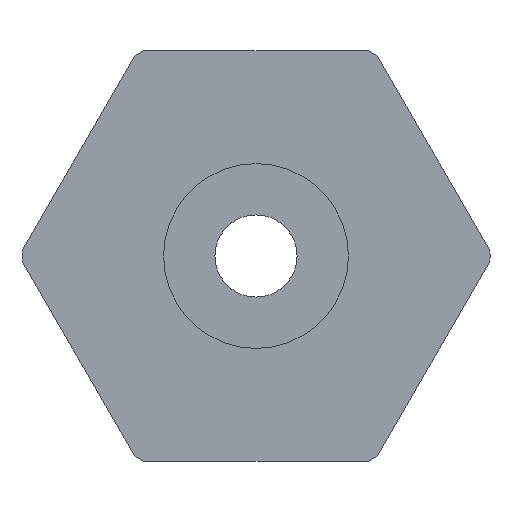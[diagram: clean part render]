
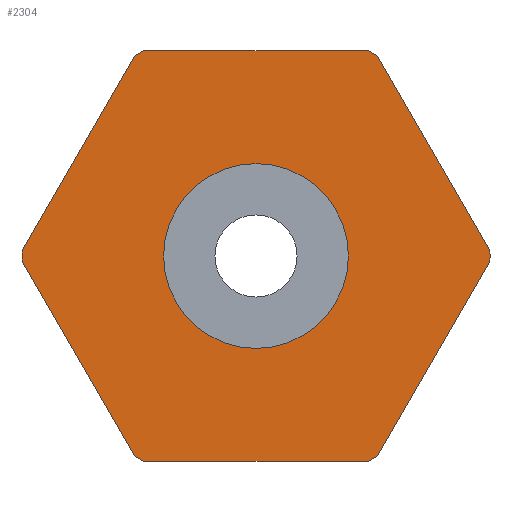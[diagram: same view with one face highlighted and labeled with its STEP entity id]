
A CAD part, left-side view. The second image highlights one B-rep face of the part: STEP entity #2304.
In plain terms, the highlighted planar face has unit normal (-1, 0, 0).
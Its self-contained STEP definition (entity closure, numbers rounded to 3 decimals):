
#3 = CARTESIAN_POINT ( 'NONE',  ( -24., 0., 0. ) ) ;
#4 = VERTEX_POINT ( 'NONE', #1263 ) ;
#15 = EDGE_LOOP ( 'NONE', ( #2786, #2024 ) ) ;
#84 = ORIENTED_EDGE ( 'NONE', *, *, #3160, .F. ) ;
#85 = VECTOR ( 'NONE', #1843, 1000. ) ;
#120 = DIRECTION ( 'NONE',  ( -1., 0., 0. ) ) ;
#122 = DIRECTION ( 'NONE',  ( 1., 0., 0. ) ) ;
#128 = LINE ( 'NONE', #2550, #3781 ) ;
#143 = FACE_BOUND ( 'NONE', #15, .T. ) ;
#154 = CIRCLE ( 'NONE', #654, 2.25 ) ;
#157 = CARTESIAN_POINT ( 'NONE',  ( -24., -2.737, 5. ) ) ;
#166 = VERTEX_POINT ( 'NONE', #2302 ) ;
#170 = DIRECTION ( 'NONE',  ( -1., 0., 0. ) ) ;
#206 = CARTESIAN_POINT ( 'NONE',  ( -24., 5.7, 5. ) ) ;
#258 = CIRCLE ( 'NONE', #1745, 5.7 ) ;
#267 = VERTEX_POINT ( 'NONE', #1971 ) ;
#292 = CIRCLE ( 'NONE', #1974, 5.7 ) ;
#320 = VERTEX_POINT ( 'NONE', #2829 ) ;
#348 = EDGE_CURVE ( 'NONE', #3351, #1536, #1468, .T. ) ;
#402 = CARTESIAN_POINT ( 'NONE',  ( -24., 5.7, 0. ) ) ;
#419 = VECTOR ( 'NONE', #2601, 1000. ) ;
#442 = EDGE_CURVE ( 'NONE', #166, #3542, #292, .T. ) ;
#482 = CARTESIAN_POINT ( 'NONE',  ( -24., 0., -2.25 ) ) ;
#506 = LINE ( 'NONE', #1668, #1336 ) ;
#585 = ORIENTED_EDGE ( 'NONE', *, *, #1794, .F. ) ;
#589 = CARTESIAN_POINT ( 'NONE',  ( -24., 0., 0. ) ) ;
#611 = ORIENTED_EDGE ( 'NONE', *, *, #442, .T. ) ;
#630 = ORIENTED_EDGE ( 'NONE', *, *, #1246, .T. ) ;
#654 = AXIS2_PLACEMENT_3D ( 'NONE', #2370, #2410, #2996 ) ;
#675 = CARTESIAN_POINT ( 'NONE',  ( -24., -5.699, 0.13 ) ) ;
#732 = CARTESIAN_POINT ( 'NONE',  ( -24., 0., 0. ) ) ;
#754 = EDGE_LOOP ( 'NONE', ( #1948, #2609, #1779, #3252, #585, #1785, #2413, #611, #84, #1770, #999, #630 ) ) ;
#779 = AXIS2_PLACEMENT_3D ( 'NONE', #402, #122, #2784 ) ;
#794 = VERTEX_POINT ( 'NONE', #1073 ) ;
#795 = EDGE_CURVE ( 'NONE', #3351, #2375, #1978, .T. ) ;
#885 = LINE ( 'NONE', #2077, #85 ) ;
#896 = VECTOR ( 'NONE', #1118, 1000. ) ;
#910 = CARTESIAN_POINT ( 'NONE',  ( -24., 2.737, 5. ) ) ;
#999 = ORIENTED_EDGE ( 'NONE', *, *, #2850, .F. ) ;
#1003 = VERTEX_POINT ( 'NONE', #910 ) ;
#1007 = DIRECTION ( 'NONE',  ( -1., 0., 0. ) ) ;
#1073 = CARTESIAN_POINT ( 'NONE',  ( -24., 2.962, 4.87 ) ) ;
#1097 = CIRCLE ( 'NONE', #2920, 2.25 ) ;
#1118 = DIRECTION ( 'NONE',  ( 0., -1., 0. ) ) ;
#1239 = VERTEX_POINT ( 'NONE', #1887 ) ;
#1246 = EDGE_CURVE ( 'NONE', #320, #2375, #2787, .T. ) ;
#1263 = CARTESIAN_POINT ( 'NONE',  ( -24., 0., 2.25 ) ) ;
#1294 = EDGE_CURVE ( 'NONE', #2447, #4, #1097, .T. ) ;
#1336 = VECTOR ( 'NONE', #3791, 1000. ) ;
#1358 = CARTESIAN_POINT ( 'NONE',  ( -24., 2.737, -5. ) ) ;
#1359 = DIRECTION ( 'NONE',  ( 0., 0., 1. ) ) ;
#1465 = DIRECTION ( 'NONE',  ( 0., 0., 1. ) ) ;
#1468 = CIRCLE ( 'NONE', #2848, 5.7 ) ;
#1536 = VERTEX_POINT ( 'NONE', #157 ) ;
#1668 = CARTESIAN_POINT ( 'NONE',  ( -24., -2.905, -4.968 ) ) ;
#1690 = CARTESIAN_POINT ( 'NONE',  ( -24., -2.737, -5. ) ) ;
#1745 = AXIS2_PLACEMENT_3D ( 'NONE', #3844, #2608, #3449 ) ;
#1770 = ORIENTED_EDGE ( 'NONE', *, *, #3235, .T. ) ;
#1779 = ORIENTED_EDGE ( 'NONE', *, *, #1945, .F. ) ;
#1785 = ORIENTED_EDGE ( 'NONE', *, *, #3685, .T. ) ;
#1794 = EDGE_CURVE ( 'NONE', #267, #794, #128, .T. ) ;
#1843 = DIRECTION ( 'NONE',  ( 0., 0.5, 0.866 ) ) ;
#1864 = DIRECTION ( 'NONE',  ( 0., 1., 0. ) ) ;
#1873 = AXIS2_PLACEMENT_3D ( 'NONE', #3, #3238, #2354 ) ;
#1887 = CARTESIAN_POINT ( 'NONE',  ( -24., 5.699, -0.13 ) ) ;
#1909 = CARTESIAN_POINT ( 'NONE',  ( -24., 0., 0. ) ) ;
#1914 = AXIS2_PLACEMENT_3D ( 'NONE', #1909, #1007, #3107 ) ;
#1945 = EDGE_CURVE ( 'NONE', #1003, #1536, #2888, .T. ) ;
#1948 = ORIENTED_EDGE ( 'NONE', *, *, #795, .F. ) ;
#1971 = CARTESIAN_POINT ( 'NONE',  ( -24., 5.699, 0.13 ) ) ;
#1974 = AXIS2_PLACEMENT_3D ( 'NONE', #589, #3007, #1465 ) ;
#1978 = LINE ( 'NONE', #3461, #419 ) ;
#1984 = CARTESIAN_POINT ( 'NONE',  ( -24., 0., 0. ) ) ;
#2024 = ORIENTED_EDGE ( 'NONE', *, *, #1294, .F. ) ;
#2077 = CARTESIAN_POINT ( 'NONE',  ( -24., 5.755, -0.032 ) ) ;
#2184 = CIRCLE ( 'NONE', #1873, 5.7 ) ;
#2211 = DIRECTION ( 'NONE',  ( 0., 0., 1. ) ) ;
#2214 = CARTESIAN_POINT ( 'NONE',  ( -24., -2.962, -4.87 ) ) ;
#2302 = CARTESIAN_POINT ( 'NONE',  ( -24., 2.962, -4.87 ) ) ;
#2304 = ADVANCED_FACE ( 'NONE', ( #143, #2804 ), #3076, .F. ) ;
#2354 = DIRECTION ( 'NONE',  ( 0., 0., 1. ) ) ;
#2355 = VERTEX_POINT ( 'NONE', #2214 ) ;
#2370 = CARTESIAN_POINT ( 'NONE',  ( -24., 0., 0. ) ) ;
#2375 = VERTEX_POINT ( 'NONE', #675 ) ;
#2410 = DIRECTION ( 'NONE',  ( -1., 0., 0. ) ) ;
#2413 = ORIENTED_EDGE ( 'NONE', *, *, #2882, .F. ) ;
#2447 = VERTEX_POINT ( 'NONE', #482 ) ;
#2550 = CARTESIAN_POINT ( 'NONE',  ( -24., 5.755, 0.032 ) ) ;
#2601 = DIRECTION ( 'NONE',  ( 0., -0.5, -0.866 ) ) ;
#2608 = DIRECTION ( 'NONE',  ( -1., 0., 0. ) ) ;
#2609 = ORIENTED_EDGE ( 'NONE', *, *, #348, .T. ) ;
#2646 = CARTESIAN_POINT ( 'NONE',  ( -24., -2.962, 4.87 ) ) ;
#2784 = DIRECTION ( 'NONE',  ( 0., 0., -1. ) ) ;
#2786 = ORIENTED_EDGE ( 'NONE', *, *, #3013, .F. ) ;
#2787 = CIRCLE ( 'NONE', #1914, 5.7 ) ;
#2804 = FACE_OUTER_BOUND ( 'NONE', #754, .T. ) ;
#2829 = CARTESIAN_POINT ( 'NONE',  ( -24., -5.699, -0.13 ) ) ;
#2847 = CARTESIAN_POINT ( 'NONE',  ( -24., 0., 0. ) ) ;
#2848 = AXIS2_PLACEMENT_3D ( 'NONE', #2847, #170, #1359 ) ;
#2850 = EDGE_CURVE ( 'NONE', #320, #2355, #506, .T. ) ;
#2876 = VECTOR ( 'NONE', #1864, 1000. ) ;
#2882 = EDGE_CURVE ( 'NONE', #166, #1239, #885, .T. ) ;
#2888 = LINE ( 'NONE', #206, #896 ) ;
#2920 = AXIS2_PLACEMENT_3D ( 'NONE', #732, #120, #2211 ) ;
#2924 = DIRECTION ( 'NONE',  ( -1., 0., 0. ) ) ;
#2996 = DIRECTION ( 'NONE',  ( 0., 0., 1. ) ) ;
#3007 = DIRECTION ( 'NONE',  ( -1., 0., 0. ) ) ;
#3013 = EDGE_CURVE ( 'NONE', #4, #2447, #154, .T. ) ;
#3076 = PLANE ( 'NONE',  #779 ) ;
#3107 = DIRECTION ( 'NONE',  ( 0., 0., 1. ) ) ;
#3160 = EDGE_CURVE ( 'NONE', #3585, #3542, #3746, .T. ) ;
#3235 = EDGE_CURVE ( 'NONE', #3585, #2355, #3623, .T. ) ;
#3238 = DIRECTION ( 'NONE',  ( -1., 0., 0. ) ) ;
#3252 = ORIENTED_EDGE ( 'NONE', *, *, #3357, .T. ) ;
#3351 = VERTEX_POINT ( 'NONE', #2646 ) ;
#3354 = CARTESIAN_POINT ( 'NONE',  ( -24., 5.7, -5. ) ) ;
#3357 = EDGE_CURVE ( 'NONE', #1003, #794, #258, .T. ) ;
#3449 = DIRECTION ( 'NONE',  ( 0., 0., 1. ) ) ;
#3461 = CARTESIAN_POINT ( 'NONE',  ( -24., -2.905, 4.968 ) ) ;
#3497 = AXIS2_PLACEMENT_3D ( 'NONE', #1984, #2924, #3826 ) ;
#3542 = VERTEX_POINT ( 'NONE', #1358 ) ;
#3585 = VERTEX_POINT ( 'NONE', #1690 ) ;
#3623 = CIRCLE ( 'NONE', #3497, 5.7 ) ;
#3685 = EDGE_CURVE ( 'NONE', #267, #1239, #2184, .T. ) ;
#3746 = LINE ( 'NONE', #3354, #2876 ) ;
#3749 = DIRECTION ( 'NONE',  ( 0., -0.5, 0.866 ) ) ;
#3781 = VECTOR ( 'NONE', #3749, 1000. ) ;
#3791 = DIRECTION ( 'NONE',  ( 0., 0.5, -0.866 ) ) ;
#3826 = DIRECTION ( 'NONE',  ( 0., 0., 1. ) ) ;
#3844 = CARTESIAN_POINT ( 'NONE',  ( -24., 0., 0. ) ) ;
